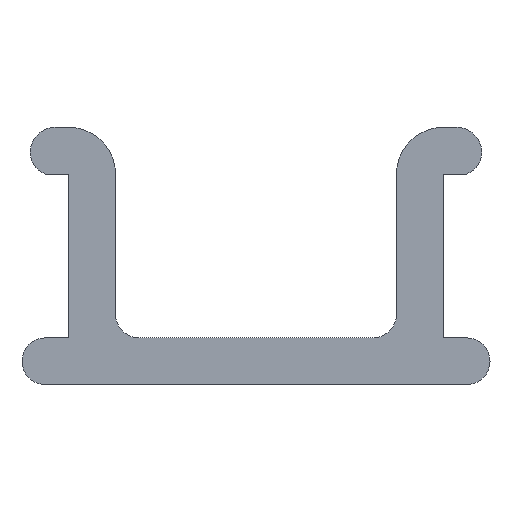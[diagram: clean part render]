
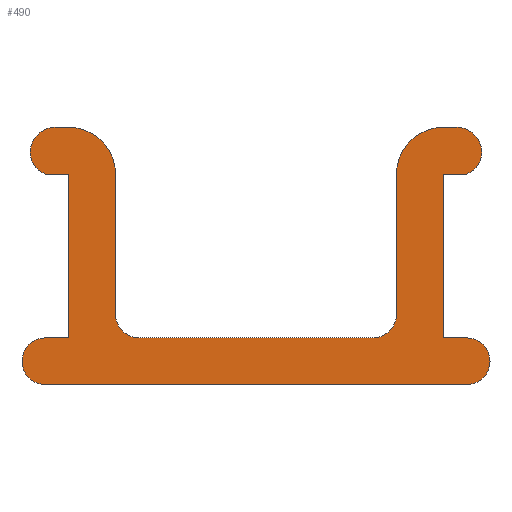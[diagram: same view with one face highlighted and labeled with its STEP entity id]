
A CAD part, front view. The second image highlights one B-rep face of the part: STEP entity #490.
In plain terms, the highlighted planar face has unit normal (0, -1, 0).
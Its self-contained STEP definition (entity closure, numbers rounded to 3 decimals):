
#21=PLANE('',#544);
#40=FACE_OUTER_BOUND('',#66,.T.);
#66=EDGE_LOOP('',(#371,#372,#373,#374,#375,#376,#377,#378,#379,#380,#381,
#382,#383,#384,#385,#386,#387,#388,#389,#390,#391,#392,#393,#394));
#103=LINE('',#782,#155);
#108=LINE('',#796,#160);
#109=LINE('',#798,#161);
#110=LINE('',#800,#162);
#111=LINE('',#804,#163);
#112=LINE('',#808,#164);
#113=LINE('',#810,#165);
#114=LINE('',#811,#166);
#115=LINE('',#813,#167);
#116=LINE('',#817,#168);
#117=LINE('',#821,#169);
#118=LINE('',#825,#170);
#119=LINE('',#829,#171);
#120=LINE('',#832,#172);
#155=VECTOR('',#621,10.);
#160=VECTOR('',#636,10.);
#161=VECTOR('',#637,10.);
#162=VECTOR('',#638,10.);
#163=VECTOR('',#641,10.);
#164=VECTOR('',#644,10.);
#165=VECTOR('',#645,10.);
#166=VECTOR('',#646,10.);
#167=VECTOR('',#647,10.);
#168=VECTOR('',#650,10.);
#169=VECTOR('',#653,10.);
#170=VECTOR('',#656,10.);
#171=VECTOR('',#659,10.);
#172=VECTOR('',#662,10.);
#191=CIRCLE('',#527,0.5);
#202=CIRCLE('',#541,0.5);
#203=CIRCLE('',#543,0.5);
#204=CIRCLE('',#545,0.5);
#205=CIRCLE('',#546,0.5);
#206=CIRCLE('',#547,0.5);
#207=CIRCLE('',#548,1.);
#208=CIRCLE('',#549,0.5);
#209=CIRCLE('',#550,0.5);
#210=CIRCLE('',#551,1.);
#211=VERTEX_POINT('',#726);
#212=VERTEX_POINT('',#727);
#237=VERTEX_POINT('',#781);
#238=VERTEX_POINT('',#785);
#239=VERTEX_POINT('',#789);
#240=VERTEX_POINT('',#791);
#241=VERTEX_POINT('',#795);
#242=VERTEX_POINT('',#797);
#243=VERTEX_POINT('',#799);
#244=VERTEX_POINT('',#801);
#245=VERTEX_POINT('',#803);
#246=VERTEX_POINT('',#805);
#247=VERTEX_POINT('',#807);
#248=VERTEX_POINT('',#809);
#249=VERTEX_POINT('',#812);
#250=VERTEX_POINT('',#814);
#251=VERTEX_POINT('',#816);
#252=VERTEX_POINT('',#818);
#253=VERTEX_POINT('',#820);
#254=VERTEX_POINT('',#822);
#255=VERTEX_POINT('',#824);
#256=VERTEX_POINT('',#826);
#257=VERTEX_POINT('',#828);
#258=VERTEX_POINT('',#830);
#259=EDGE_CURVE('',#211,#212,#191,.T.);
#286=EDGE_CURVE('',#212,#237,#103,.T.);
#288=EDGE_CURVE('',#237,#238,#202,.T.);
#291=EDGE_CURVE('',#239,#240,#203,.T.);
#293=EDGE_CURVE('',#211,#241,#108,.T.);
#294=EDGE_CURVE('',#241,#242,#109,.T.);
#295=EDGE_CURVE('',#242,#243,#110,.T.);
#296=EDGE_CURVE('',#244,#243,#204,.T.);
#297=EDGE_CURVE('',#244,#245,#111,.T.);
#298=EDGE_CURVE('',#246,#245,#205,.T.);
#299=EDGE_CURVE('',#246,#247,#112,.T.);
#300=EDGE_CURVE('',#248,#247,#113,.T.);
#301=EDGE_CURVE('',#240,#248,#114,.T.);
#302=EDGE_CURVE('',#249,#239,#115,.T.);
#303=EDGE_CURVE('',#250,#249,#206,.T.);
#304=EDGE_CURVE('',#251,#250,#116,.T.);
#305=EDGE_CURVE('',#252,#251,#207,.T.);
#306=EDGE_CURVE('',#253,#252,#117,.T.);
#307=EDGE_CURVE('',#254,#253,#208,.T.);
#308=EDGE_CURVE('',#254,#255,#118,.T.);
#309=EDGE_CURVE('',#256,#255,#209,.T.);
#310=EDGE_CURVE('',#256,#257,#119,.T.);
#311=EDGE_CURVE('',#258,#257,#210,.T.);
#312=EDGE_CURVE('',#258,#238,#120,.T.);
#371=ORIENTED_EDGE('',*,*,#259,.F.);
#372=ORIENTED_EDGE('',*,*,#293,.T.);
#373=ORIENTED_EDGE('',*,*,#294,.T.);
#374=ORIENTED_EDGE('',*,*,#295,.T.);
#375=ORIENTED_EDGE('',*,*,#296,.F.);
#376=ORIENTED_EDGE('',*,*,#297,.T.);
#377=ORIENTED_EDGE('',*,*,#298,.F.);
#378=ORIENTED_EDGE('',*,*,#299,.T.);
#379=ORIENTED_EDGE('',*,*,#300,.F.);
#380=ORIENTED_EDGE('',*,*,#301,.F.);
#381=ORIENTED_EDGE('',*,*,#291,.F.);
#382=ORIENTED_EDGE('',*,*,#302,.F.);
#383=ORIENTED_EDGE('',*,*,#303,.F.);
#384=ORIENTED_EDGE('',*,*,#304,.F.);
#385=ORIENTED_EDGE('',*,*,#305,.F.);
#386=ORIENTED_EDGE('',*,*,#306,.F.);
#387=ORIENTED_EDGE('',*,*,#307,.F.);
#388=ORIENTED_EDGE('',*,*,#308,.T.);
#389=ORIENTED_EDGE('',*,*,#309,.F.);
#390=ORIENTED_EDGE('',*,*,#310,.T.);
#391=ORIENTED_EDGE('',*,*,#311,.F.);
#392=ORIENTED_EDGE('',*,*,#312,.T.);
#393=ORIENTED_EDGE('',*,*,#288,.F.);
#394=ORIENTED_EDGE('',*,*,#286,.F.);
#490=ADVANCED_FACE('',(#40),#21,.F.);
#527=AXIS2_PLACEMENT_3D('',#728,#579,#580);
#541=AXIS2_PLACEMENT_3D('',#786,#625,#626);
#543=AXIS2_PLACEMENT_3D('',#792,#631,#632);
#544=AXIS2_PLACEMENT_3D('',#794,#634,#635);
#545=AXIS2_PLACEMENT_3D('',#802,#639,#640);
#546=AXIS2_PLACEMENT_3D('',#806,#642,#643);
#547=AXIS2_PLACEMENT_3D('',#815,#648,#649);
#548=AXIS2_PLACEMENT_3D('',#819,#651,#652);
#549=AXIS2_PLACEMENT_3D('',#823,#654,#655);
#550=AXIS2_PLACEMENT_3D('',#827,#657,#658);
#551=AXIS2_PLACEMENT_3D('',#831,#660,#661);
#579=DIRECTION('center_axis',(0.,1.,0.));
#580=DIRECTION('ref_axis',(-0.351,0.,-0.936));
#621=DIRECTION('',(0.707,0.,0.707));
#625=DIRECTION('center_axis',(0.,1.,0.));
#626=DIRECTION('ref_axis',(-0.383,0.,0.924));
#631=DIRECTION('center_axis',(0.,1.,0.));
#632=DIRECTION('ref_axis',(0.351,0.,-0.936));
#634=DIRECTION('center_axis',(0.,1.,0.));
#635=DIRECTION('ref_axis',(1.,0.,0.));
#636=DIRECTION('',(1.,0.,0.));
#637=DIRECTION('',(0.,0.,-1.));
#638=DIRECTION('',(-1.,0.,0.));
#639=DIRECTION('center_axis',(0.,1.,0.));
#640=DIRECTION('ref_axis',(-0.707,0.,-0.707));
#641=DIRECTION('',(1.,0.,0.));
#642=DIRECTION('center_axis',(0.,1.,0.));
#643=DIRECTION('ref_axis',(0.707,0.,0.707));
#644=DIRECTION('',(-1.,0.,0.));
#645=DIRECTION('',(0.,0.,-1.));
#646=DIRECTION('',(-1.,0.,0.));
#647=DIRECTION('',(0.707,0.,-0.707));
#648=DIRECTION('center_axis',(0.,1.,0.));
#649=DIRECTION('ref_axis',(0.383,0.,0.924));
#650=DIRECTION('',(1.,0.,0.));
#651=DIRECTION('center_axis',(0.,1.,0.));
#652=DIRECTION('ref_axis',(-0.707,0.,0.707));
#653=DIRECTION('',(0.,0.,1.));
#654=DIRECTION('center_axis',(0.,-1.,0.));
#655=DIRECTION('ref_axis',(0.707,0.,-0.707));
#656=DIRECTION('',(-1.,0.,0.));
#657=DIRECTION('center_axis',(0.,-1.,0.));
#658=DIRECTION('ref_axis',(-0.707,0.,-0.707));
#659=DIRECTION('',(0.,0.,1.));
#660=DIRECTION('center_axis',(0.,1.,0.));
#661=DIRECTION('ref_axis',(0.707,0.,0.707));
#662=DIRECTION('',(-1.,0.,0.));
#726=CARTESIAN_POINT('',(0.5,0.,4.5));
#727=CARTESIAN_POINT('',(0.322,0.,5.322));
#728=CARTESIAN_POINT('Origin',(0.675,0.,4.968));
#781=CARTESIAN_POINT('',(0.354,0.,5.354));
#782=CARTESIAN_POINT('',(0.812,0.,5.813));
#785=CARTESIAN_POINT('',(0.707,0.,5.5));
#786=CARTESIAN_POINT('Origin',(0.707,0.,5.));
#789=CARTESIAN_POINT('',(9.678,0.,5.322));
#791=CARTESIAN_POINT('',(9.5,0.,4.5));
#792=CARTESIAN_POINT('Origin',(9.325,0.,4.968));
#794=CARTESIAN_POINT('Origin',(5.,0.,2.75));
#795=CARTESIAN_POINT('',(1.,0.,4.5));
#796=CARTESIAN_POINT('',(0.,0.,4.5));
#797=CARTESIAN_POINT('',(1.,0.,1.));
#798=CARTESIAN_POINT('',(1.,0.,5.5));
#799=CARTESIAN_POINT('',(0.5,0.,1.));
#800=CARTESIAN_POINT('',(10.,0.,1.));
#801=CARTESIAN_POINT('',(0.5,0.,0.));
#802=CARTESIAN_POINT('Origin',(0.5,0.,0.5));
#803=CARTESIAN_POINT('',(9.5,0.,0.));
#804=CARTESIAN_POINT('',(0.,0.,0.));
#805=CARTESIAN_POINT('',(9.5,0.,1.));
#806=CARTESIAN_POINT('Origin',(9.5,0.,0.5));
#807=CARTESIAN_POINT('',(9.,0.,1.));
#808=CARTESIAN_POINT('',(10.,0.,1.));
#809=CARTESIAN_POINT('',(9.,0.,4.5));
#810=CARTESIAN_POINT('',(9.,0.,5.5));
#811=CARTESIAN_POINT('',(10.,0.,4.5));
#812=CARTESIAN_POINT('',(9.646,0.,5.354));
#813=CARTESIAN_POINT('',(9.188,0.,5.813));
#814=CARTESIAN_POINT('',(9.293,0.,5.5));
#815=CARTESIAN_POINT('Origin',(9.293,0.,5.));
#816=CARTESIAN_POINT('',(9.,0.,5.5));
#817=CARTESIAN_POINT('',(8.,0.,5.5));
#818=CARTESIAN_POINT('',(8.,0.,4.5));
#819=CARTESIAN_POINT('Origin',(9.,0.,4.5));
#820=CARTESIAN_POINT('',(8.,0.,1.5));
#821=CARTESIAN_POINT('',(8.,0.,1.));
#822=CARTESIAN_POINT('',(7.5,0.,1.));
#823=CARTESIAN_POINT('Origin',(7.5,0.,1.5));
#824=CARTESIAN_POINT('',(2.5,0.,1.));
#825=CARTESIAN_POINT('',(10.,0.,1.));
#826=CARTESIAN_POINT('',(2.,0.,1.5));
#827=CARTESIAN_POINT('Origin',(2.5,0.,1.5));
#828=CARTESIAN_POINT('',(2.,0.,4.5));
#829=CARTESIAN_POINT('',(2.,0.,1.));
#830=CARTESIAN_POINT('',(1.,0.,5.5));
#831=CARTESIAN_POINT('Origin',(1.,0.,4.5));
#832=CARTESIAN_POINT('',(1.,0.,5.5));
